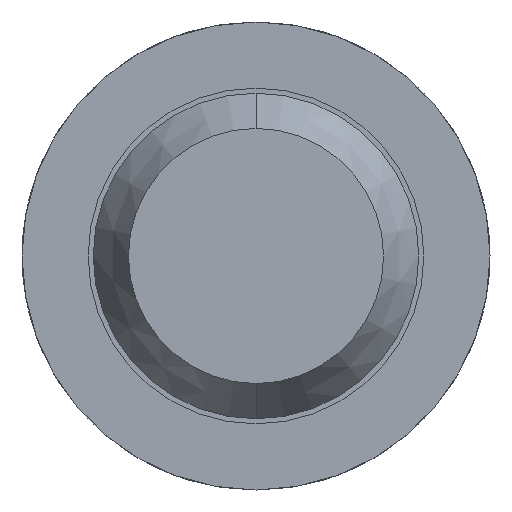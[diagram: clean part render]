
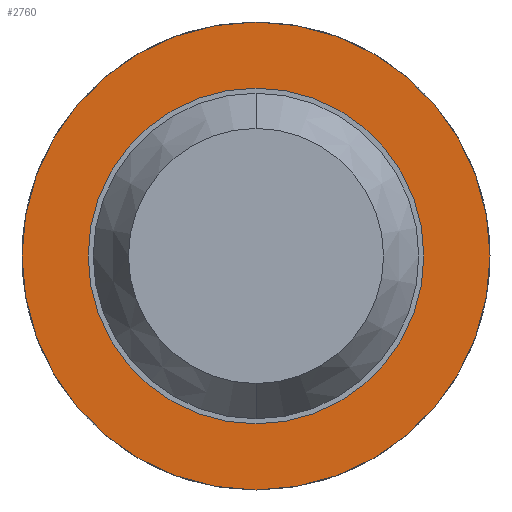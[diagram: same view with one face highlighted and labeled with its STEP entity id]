
A CAD part, front view. The second image highlights one B-rep face of the part: STEP entity #2760.
In plain terms, the highlighted planar face has unit normal (0, -1, 0).
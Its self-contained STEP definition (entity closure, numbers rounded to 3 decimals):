
#103 = EDGE_LOOP ( 'NONE', ( #3483, #3220 ) ) ;
#415 = VERTEX_POINT ( 'NONE', #1081 ) ;
#428 = AXIS2_PLACEMENT_3D ( 'NONE', #3069, #977, #1036 ) ;
#506 = CARTESIAN_POINT ( 'NONE',  ( 0., -1.7, -0.825 ) ) ;
#591 = ORIENTED_EDGE ( 'NONE', *, *, #3004, .T. ) ;
#640 = DIRECTION ( 'NONE',  ( 0., 0., 1. ) ) ;
#840 = CIRCLE ( 'NONE', #3105, 1.15 ) ;
#971 = EDGE_CURVE ( 'Defeature ausgef�hrt1_0+Defeature ausgef�hrt1_7+Defeature ausgef�hrt1_7+Defeature ausgef�hrt1_7', #1975, #2723, #840, .T. ) ;
#977 = DIRECTION ( 'NONE',  ( 0., 1., 0. ) ) ;
#1036 = DIRECTION ( 'NONE',  ( 0., 0., 1. ) ) ;
#1038 = PLANE ( 'NONE',  #1945 ) ;
#1081 = CARTESIAN_POINT ( 'NONE',  ( 0., -1.7, 0.825 ) ) ;
#1098 = DIRECTION ( 'NONE',  ( 0., 0., 1. ) ) ;
#1156 = DIRECTION ( 'NONE',  ( 0., 1., 0. ) ) ;
#1213 = DIRECTION ( 'NONE',  ( 0., 1., 0. ) ) ;
#1217 = CARTESIAN_POINT ( 'NONE',  ( 0., -1.7, 0. ) ) ;
#1332 = AXIS2_PLACEMENT_3D ( 'NONE', #3725, #2303, #1098 ) ;
#1392 = CIRCLE ( 'NONE', #3521, 0.825 ) ;
#1465 = EDGE_CURVE ( 'Defeature ausgef�hrt1_0+Defeature ausgef�hrt1_7+Defeature ausgef�hrt1_7+Defeature ausgef�hrt1_7', #2723, #1975, #2070, .T. ) ;
#1587 = ORIENTED_EDGE ( 'NONE', *, *, #2521, .T. ) ;
#1637 = FACE_OUTER_BOUND ( 'NONE', #103, .T. ) ;
#1924 = CARTESIAN_POINT ( 'NONE',  ( 0.825, -1.7, 0. ) ) ;
#1945 = AXIS2_PLACEMENT_3D ( 'NONE', #1924, #2212, #2846 ) ;
#1975 = VERTEX_POINT ( 'NONE', #3765 ) ;
#2070 = CIRCLE ( 'NONE', #428, 1.15 ) ;
#2125 = CIRCLE ( 'NONE', #1332, 0.825 ) ;
#2212 = DIRECTION ( 'NONE',  ( 0., 1., 0. ) ) ;
#2303 = DIRECTION ( 'NONE',  ( 0., 1., 0. ) ) ;
#2395 = DIRECTION ( 'NONE',  ( 0., 0., 1. ) ) ;
#2460 = FACE_BOUND ( 'NONE', #2571, .T. ) ;
#2521 = EDGE_CURVE ( 'Defeature ausgef�hrt1_7+Defeature ausgef�hrt1_6+Defeature ausgef�hrt1_6+Defeature ausgef�hrt1_6', #415, #3273, #1392, .T. ) ;
#2571 = EDGE_LOOP ( 'NONE', ( #1587, #591 ) ) ;
#2723 = VERTEX_POINT ( 'NONE', #2791 ) ;
#2760 = ADVANCED_FACE ( 'Defeature ausgef�hrt1_7', ( #1637, #2460 ), #1038, .F. ) ;
#2791 = CARTESIAN_POINT ( 'NONE',  ( 0., -1.7, 1.15 ) ) ;
#2846 = DIRECTION ( 'NONE',  ( 0., 0., 1. ) ) ;
#3004 = EDGE_CURVE ( 'Defeature ausgef�hrt1_7+Defeature ausgef�hrt1_6+Defeature ausgef�hrt1_6+Defeature ausgef�hrt1_6', #3273, #415, #2125, .T. ) ;
#3069 = CARTESIAN_POINT ( 'NONE',  ( 0., -1.7, 0. ) ) ;
#3105 = AXIS2_PLACEMENT_3D ( 'NONE', #1217, #1156, #2395 ) ;
#3183 = CARTESIAN_POINT ( 'NONE',  ( 0., -1.7, 0. ) ) ;
#3220 = ORIENTED_EDGE ( 'NONE', *, *, #971, .F. ) ;
#3273 = VERTEX_POINT ( 'NONE', #506 ) ;
#3483 = ORIENTED_EDGE ( 'NONE', *, *, #1465, .F. ) ;
#3521 = AXIS2_PLACEMENT_3D ( 'NONE', #3183, #1213, #640 ) ;
#3725 = CARTESIAN_POINT ( 'NONE',  ( 0., -1.7, 0. ) ) ;
#3765 = CARTESIAN_POINT ( 'NONE',  ( 0., -1.7, -1.15 ) ) ;
